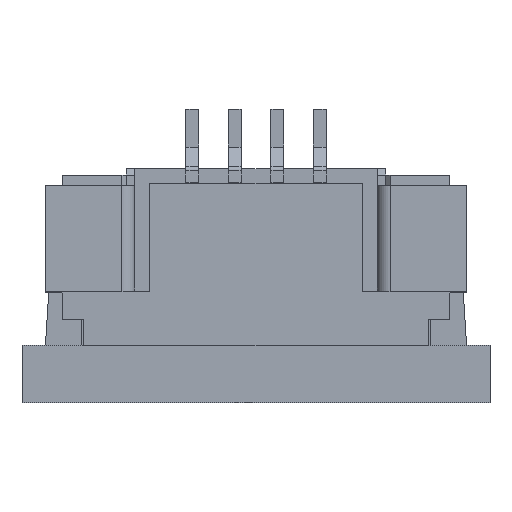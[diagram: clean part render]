
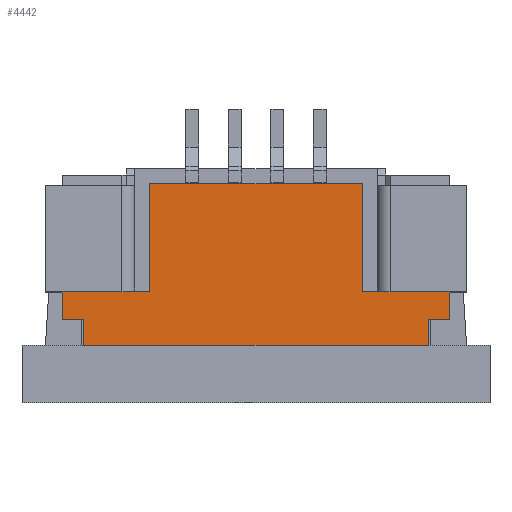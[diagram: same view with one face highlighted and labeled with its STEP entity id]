
A CAD part, top view. The second image highlights one B-rep face of the part: STEP entity #4442.
In plain terms, the highlighted planar face has unit normal (0, 0, 1).
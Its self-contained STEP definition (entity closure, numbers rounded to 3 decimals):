
#116=FACE_OUTER_BOUND('',#356,.T.);
#356=EDGE_LOOP('',(#2972,#2973,#2974,#2975,#2976,#2977,#2978,#2979,#2980,
#2981,#2982,#2983));
#595=LINE('',#6211,#1215);
#604=LINE('',#6230,#1224);
#637=LINE('',#6296,#1257);
#639=LINE('',#6300,#1259);
#640=LINE('',#6302,#1260);
#641=LINE('',#6304,#1261);
#642=LINE('',#6306,#1262);
#643=LINE('',#6308,#1263);
#644=LINE('',#6310,#1264);
#645=LINE('',#6312,#1265);
#646=LINE('',#6314,#1266);
#647=LINE('',#6315,#1267);
#1215=VECTOR('',#5019,1.);
#1224=VECTOR('',#5032,1.);
#1257=VECTOR('',#5077,1.);
#1259=VECTOR('',#5081,1.);
#1260=VECTOR('',#5082,1.);
#1261=VECTOR('',#5083,1.);
#1262=VECTOR('',#5084,1.);
#1263=VECTOR('',#5085,1.);
#1264=VECTOR('',#5086,1.);
#1265=VECTOR('',#5087,1.);
#1266=VECTOR('',#5088,1.);
#1267=VECTOR('',#5089,1.);
#1830=VERTEX_POINT('',#6199);
#1835=VERTEX_POINT('',#6209);
#1843=VERTEX_POINT('',#6229);
#1870=VERTEX_POINT('',#6295);
#1871=VERTEX_POINT('',#6299);
#1872=VERTEX_POINT('',#6301);
#1873=VERTEX_POINT('',#6303);
#1874=VERTEX_POINT('',#6305);
#1875=VERTEX_POINT('',#6307);
#1876=VERTEX_POINT('',#6309);
#1877=VERTEX_POINT('',#6311);
#1878=VERTEX_POINT('',#6313);
#2259=EDGE_CURVE('',#1830,#1835,#595,.F.);
#2268=EDGE_CURVE('',#1830,#1843,#604,.T.);
#2301=EDGE_CURVE('',#1835,#1870,#637,.T.);
#2303=EDGE_CURVE('',#1870,#1871,#639,.T.);
#2304=EDGE_CURVE('',#1871,#1872,#640,.F.);
#2305=EDGE_CURVE('',#1872,#1873,#641,.F.);
#2306=EDGE_CURVE('',#1873,#1874,#642,.F.);
#2307=EDGE_CURVE('',#1874,#1875,#643,.F.);
#2308=EDGE_CURVE('',#1875,#1876,#644,.F.);
#2309=EDGE_CURVE('',#1877,#1876,#645,.T.);
#2310=EDGE_CURVE('',#1877,#1878,#646,.F.);
#2311=EDGE_CURVE('',#1878,#1843,#647,.T.);
#2972=ORIENTED_EDGE('',*,*,#2301,.T.);
#2973=ORIENTED_EDGE('',*,*,#2303,.T.);
#2974=ORIENTED_EDGE('',*,*,#2304,.T.);
#2975=ORIENTED_EDGE('',*,*,#2305,.T.);
#2976=ORIENTED_EDGE('',*,*,#2306,.T.);
#2977=ORIENTED_EDGE('',*,*,#2307,.T.);
#2978=ORIENTED_EDGE('',*,*,#2308,.T.);
#2979=ORIENTED_EDGE('',*,*,#2309,.F.);
#2980=ORIENTED_EDGE('',*,*,#2310,.T.);
#2981=ORIENTED_EDGE('',*,*,#2311,.T.);
#2982=ORIENTED_EDGE('',*,*,#2268,.F.);
#2983=ORIENTED_EDGE('',*,*,#2259,.T.);
#4218=PLANE('',#4734);
#4442=ADVANCED_FACE('',(#116),#4218,.T.);
#4734=AXIS2_PLACEMENT_3D('',#6298,#5079,#5080);
#5019=DIRECTION('',(0.,-1.,0.));
#5032=DIRECTION('',(-1.,0.,0.));
#5077=DIRECTION('',(1.,0.,0.));
#5079=DIRECTION('center_axis',(0.,0.,1.));
#5080=DIRECTION('ref_axis',(0.,1.,0.));
#5081=DIRECTION('',(0.,1.,0.));
#5082=DIRECTION('',(1.,0.,0.));
#5083=DIRECTION('',(0.,-1.,0.));
#5084=DIRECTION('',(1.,0.,0.));
#5085=DIRECTION('',(0.,1.,0.));
#5086=DIRECTION('',(1.,0.,0.));
#5087=DIRECTION('',(0.,1.,0.));
#5088=DIRECTION('',(-1.,0.,0.));
#5089=DIRECTION('',(0.,-1.,0.));
#6199=CARTESIAN_POINT('',(4.05,1.35,2.45));
#6209=CARTESIAN_POINT('',(4.05,1.95,2.45));
#6211=CARTESIAN_POINT('',(4.05,1.95,2.45));
#6229=CARTESIAN_POINT('',(-4.05,1.35,2.45));
#6230=CARTESIAN_POINT('',(4.05,1.35,2.45));
#6295=CARTESIAN_POINT('',(4.55,1.95,2.45));
#6296=CARTESIAN_POINT('',(4.05,1.95,2.45));
#6298=CARTESIAN_POINT('Origin',(4.55,1.35,2.45));
#6299=CARTESIAN_POINT('',(4.55,2.6,2.45));
#6300=CARTESIAN_POINT('',(4.55,1.95,2.45));
#6301=CARTESIAN_POINT('',(2.5,2.6,2.45));
#6302=CARTESIAN_POINT('',(2.5,2.6,2.45));
#6303=CARTESIAN_POINT('',(2.5,5.15,2.45));
#6304=CARTESIAN_POINT('',(2.5,5.15,2.45));
#6305=CARTESIAN_POINT('',(-2.5,5.15,2.45));
#6306=CARTESIAN_POINT('',(-2.5,5.15,2.45));
#6307=CARTESIAN_POINT('',(-2.5,2.6,2.45));
#6308=CARTESIAN_POINT('',(-2.5,2.6,2.45));
#6309=CARTESIAN_POINT('',(-4.55,2.6,2.45));
#6310=CARTESIAN_POINT('',(-4.55,2.6,2.45));
#6311=CARTESIAN_POINT('',(-4.55,1.95,2.45));
#6312=CARTESIAN_POINT('',(-4.55,1.95,2.45));
#6313=CARTESIAN_POINT('',(-4.05,1.95,2.45));
#6314=CARTESIAN_POINT('',(-4.05,1.95,2.45));
#6315=CARTESIAN_POINT('',(-4.05,1.95,2.45));
